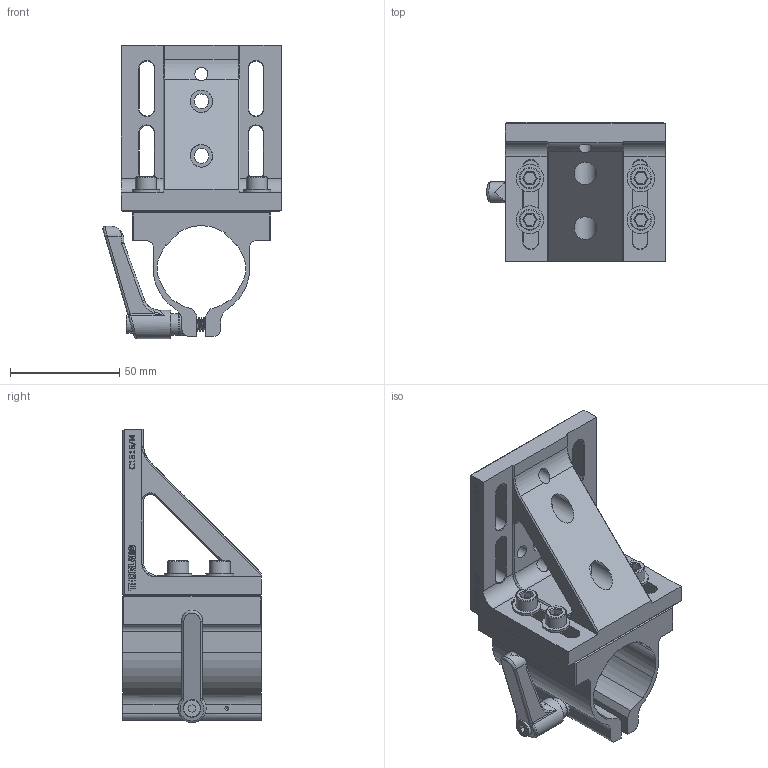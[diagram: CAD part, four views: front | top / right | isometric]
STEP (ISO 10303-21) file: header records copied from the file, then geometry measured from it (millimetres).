
FILE_DESCRIPTION(/* description */ ('STEP AP214'),/* implementation_level */ '2;1');
FILE_NAME(/* name */ 'cradle_c1515m_ext.stp',/* time_stamp */ '2022-12-10T13:40:06+01:00',/* author */ ('Rik Ubaghs'),/* organization */ (''),/* preprocessor_version */ 'ST-DEVELOPER v18.1',/* originating_system */ 'Autodesk Inventor 2021',/* authorisation */ '');
FILE_SCHEMA (('AUTOMOTIVE_DESIGN { 1 0 10303 214 3 1 1 }'));
Length unit declared in the file: inch
Products named in the file (1): cradle_c1515m_ext
Bounding box: 81.73 x 63.5 x 134.24 mm (x, y, z)
Volume: 172808 mm3; surface area: 63071.6 mm2
Topology: 12 solids, 12 shells, 676 faces, 1805 edges, 1185 vertices
Faces by surface type: plane 362, cylinder 117, bspline 116, cone 72, torus 9
Full cylindrical faces by diameter (mm): 1.6 x2, 3.81 x2, 4.7 x9, 5 x7, 6 x11, 6.35 x8, 6.731 x2, 6.858 x4, 7.137 x1, 8.001 x1, 9.74 x4, 9.906 x3, 10.312 x4, 12.7 x4, 12.954 x1
Entity records: 33482 total; most frequent: CARTESIAN_POINT 16467, ORIENTED_EDGE 3588, DIRECTION 3023, EDGE_CURVE 1794, VERTEX_POINT 1185, LINE 1097, VECTOR 1097, AXIS2_PLACEMENT_3D 963
